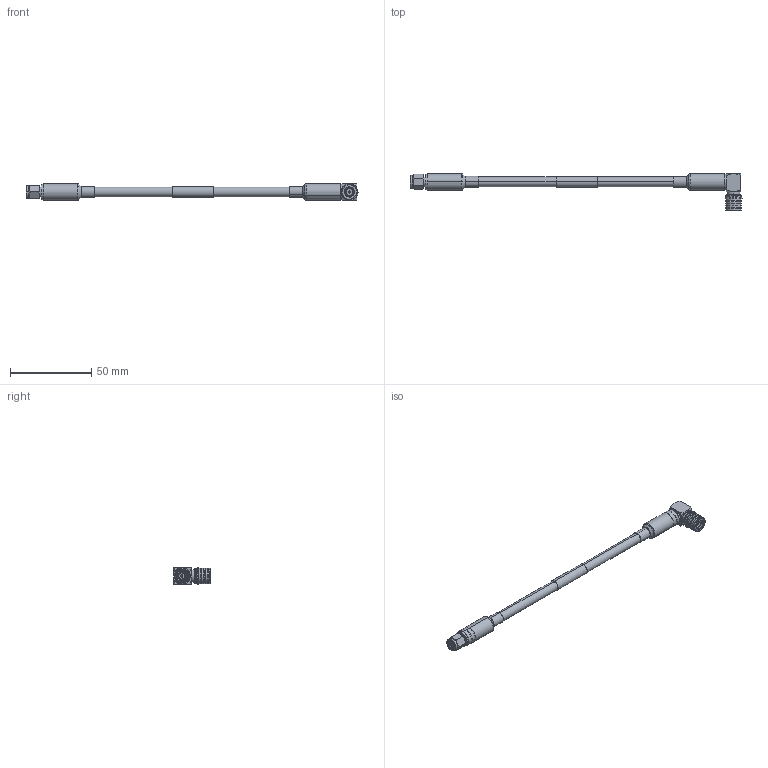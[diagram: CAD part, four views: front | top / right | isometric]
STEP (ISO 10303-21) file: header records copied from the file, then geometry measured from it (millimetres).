
FILE_DESCRIPTION (( 'STEP AP214' ), '1' );
FILE_NAME ('FMC0223240_3D.step', '2024-10-28T21:30:51', ( '' ), ( '' ), 'SwSTEP 2.0', 'SolidWorks 2022', '' );
FILE_SCHEMA (( 'AUTOMOTIVE_DESIGN' ));
Length unit declared in the file: inch
Products named in the file (9): FMC0223240_3D; Ferrule^Copy of EZ-240-QM-RA-X_FM_FMC0223240; Copy of EZ-240-SM-X^FMC0223240; EZ-240-QM-RA-X-LC^Copy of EZ-240-QM-RA-X_FM_FMC0223240; Copy of CA-240-MA2^FMC0223240_large; Copy of LMR-240^FMC0223240_默认; Copy of EZ-240-QM-RA-X_FM^FMC0223240; Copy of EZ-240-SM-X_ferrule^Copy of EZ-240-SM-X_FMC0223240; Copy of EZ-240-SM-X_body^Copy of EZ-240-SM-X_FMC0223240
Assembly tree (9 placements, depth 3):
  FMC0223240_3D
    Copy of LMR-240^FMC0223240_默认
    Copy of EZ-240-QM-RA-X_FM^FMC0223240
      EZ-240-QM-RA-X-LC^Copy of EZ-240-QM-RA-X_FM_FMC0223240
      Ferrule^Copy of EZ-240-QM-RA-X_FM_FMC0223240
    Copy of EZ-240-SM-X^FMC0223240
      Copy of EZ-240-SM-X_body^Copy of EZ-240-SM-X_FMC0223240
      Copy of EZ-240-SM-X_ferrule^Copy of EZ-240-SM-X_FMC0223240
    Copy of CA-240-MA2^FMC0223240_large  x2
Bounding box: 204.75 x 22.71 x 10.5 mm (x, y, z)
Volume: 8236.6 mm3; surface area: 11318.9 mm2
Topology: 7 solids, 7 shells, 899 faces, 2156 edges, 1289 vertices
Faces by surface type: bspline 288, cylinder 286, cone 164, plane 97, torus 62, sphere 2
Entity records: 35559 total; most frequent: CARTESIAN_POINT 17466, ORIENTED_EDGE 4224, DIRECTION 3182, EDGE_CURVE 2112, AXIS2_PLACEMENT_3D 1279, VERTEX_POINT 1265, EDGE_LOOP 917, ADVANCED_FACE 877
